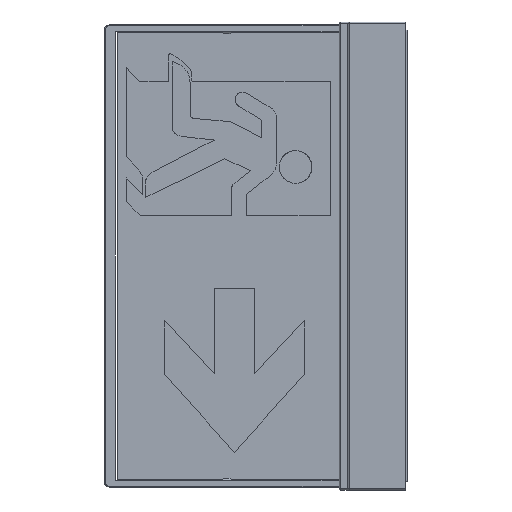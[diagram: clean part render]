
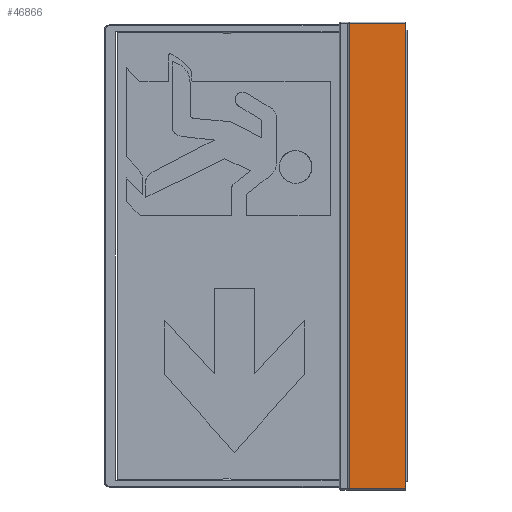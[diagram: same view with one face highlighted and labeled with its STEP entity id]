
A CAD part, front view. The second image highlights one B-rep face of the part: STEP entity #46866.
In plain terms, the highlighted planar face has unit normal (0, -1, 0).
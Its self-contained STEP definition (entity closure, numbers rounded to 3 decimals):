
#1382=DIRECTION('',(1.,0.,0.));
#1383=VECTOR('',#1382,38.);
#1384=CARTESIAN_POINT('',(-1.,-26.,156.5));
#1385=LINE('',#1384,#1383);
#1386=DIRECTION('',(0.,0.,-1.));
#1387=VECTOR('',#1386,313.);
#1388=CARTESIAN_POINT('',(37.,-26.,156.5));
#1389=LINE('',#1388,#1387);
#1390=DIRECTION('',(1.,0.,0.));
#1391=VECTOR('',#1390,38.);
#1392=CARTESIAN_POINT('',(-1.,-26.,-156.5));
#1393=LINE('',#1392,#1391);
#6662=DIRECTION('',(0.,0.,-1.));
#6663=VECTOR('',#6662,313.);
#6664=CARTESIAN_POINT('',(-1.,-26.,156.5));
#6665=LINE('',#6664,#6663);
#39587=CARTESIAN_POINT('',(37.,-26.,156.5));
#39589=VERTEX_POINT('',#39587);
#39598=CARTESIAN_POINT('',(37.,-26.,-156.5));
#39600=VERTEX_POINT('',#39598);
#39601=CARTESIAN_POINT('',(-1.,-26.,156.5));
#39602=VERTEX_POINT('',#39601);
#39607=CARTESIAN_POINT('',(-1.,-26.,-156.5));
#39608=VERTEX_POINT('',#39607);
#46853=CARTESIAN_POINT('',(18.,-26.,0.));
#46854=DIRECTION('',(0.,1.,0.));
#46855=DIRECTION('',(0.,0.,1.));
#46856=AXIS2_PLACEMENT_3D('',#46853,#46854,#46855);
#46857=PLANE('',#46856);
#46858=ORIENTED_EDGE('',*,*,#46844,.T.);
#46859=ORIENTED_EDGE('',*,*,#46833,.T.);
#46861=ORIENTED_EDGE('',*,*,#46860,.F.);
#46863=ORIENTED_EDGE('',*,*,#46862,.F.);
#46864=EDGE_LOOP('',(#46858,#46859,#46861,#46863));
#46865=FACE_OUTER_BOUND('',#46864,.F.);
#46866=ADVANCED_FACE('',(#46865),#46857,.F.);
#46833=EDGE_CURVE('',#39589,#39600,#1389,.T.);
#46844=EDGE_CURVE('',#39602,#39589,#1385,.T.);
#46860=EDGE_CURVE('',#39608,#39600,#1393,.T.);
#46862=EDGE_CURVE('',#39602,#39608,#6665,.T.);
